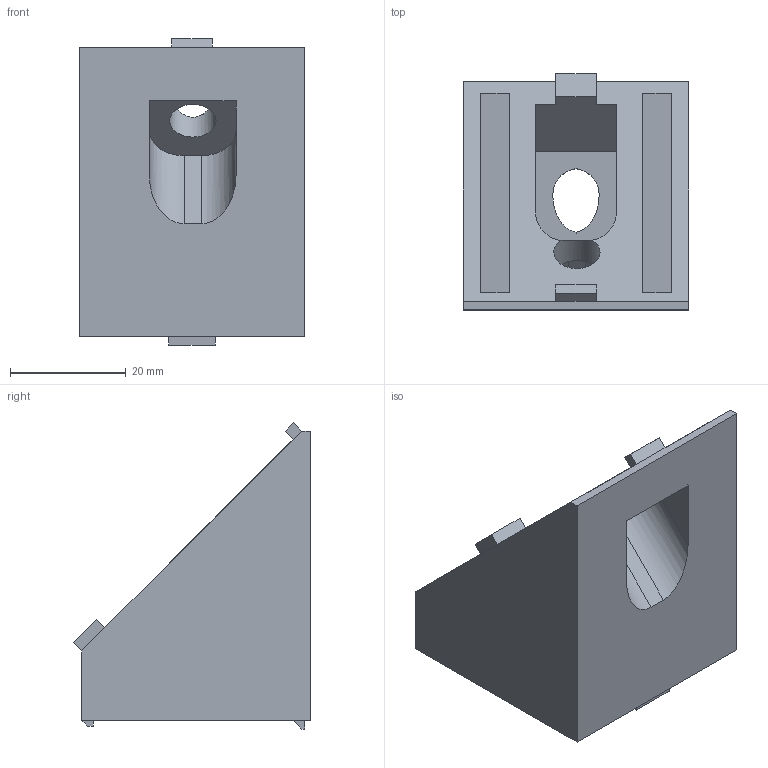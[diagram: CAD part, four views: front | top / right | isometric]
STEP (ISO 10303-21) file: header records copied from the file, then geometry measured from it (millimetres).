
FILE_DESCRIPTION(('STEP AP214'), '1');
FILE_NAME('Ñîåäèíèòåëü ïîä óãëîì 45 äëÿ 40õ40', '', ('UNSPECIFIED'), ('UNSPECIFIED'), 'ASCON STEP Converter 1.6', 'ASCON Math Kernel', '');
FILE_SCHEMA(('AUTOMOTIVE_DESIGN { 1 0 10303 214 3 1 1}'));
Length unit declared in the file: millimetre
Products named in the file (1): 2025
Bounding box: 39 x 40.91 x 52.91 mm (x, y, z)
Volume: 30961 mm3; surface area: 14296.2 mm2
Topology: 1 solids, 1 shells, 65 faces, 168 edges, 110 vertices
Faces by surface type: plane 56, cylinder 9
Full cylindrical faces by diameter (mm): 8 x1
Entity records: 2524 total; most frequent: CARTESIAN_POINT 391, ORIENTED_EDGE 334, DIRECTION 299, EDGE_CURVE 167, LINE 145, VECTOR 145, VERTEX_POINT 110, AXIS2_PLACEMENT_3D 77
